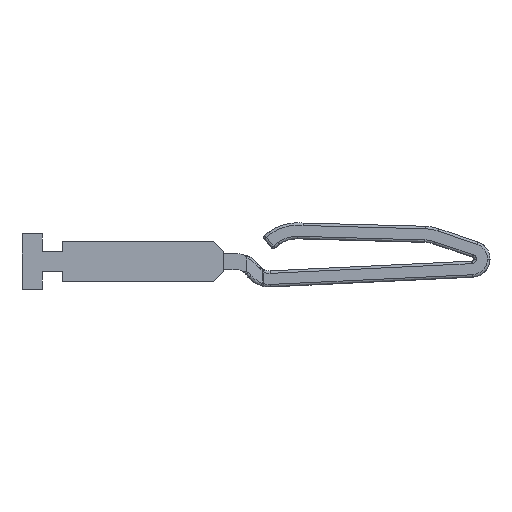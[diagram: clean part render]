
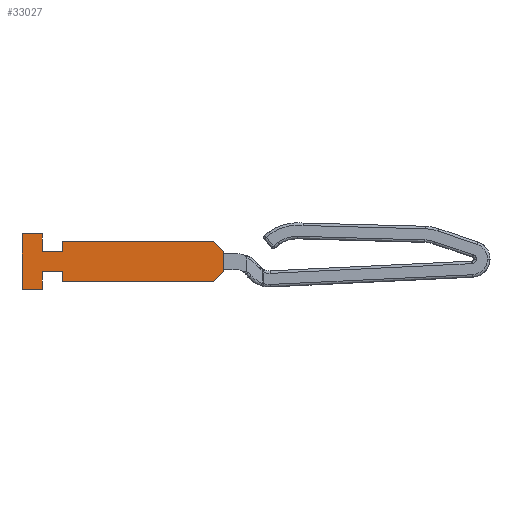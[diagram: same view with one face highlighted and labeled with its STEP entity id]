
A CAD part, left-side view. The second image highlights one B-rep face of the part: STEP entity #33027.
In plain terms, the highlighted planar face has unit normal (-1, 0, 0).
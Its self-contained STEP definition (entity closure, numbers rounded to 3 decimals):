
#1194 = CARTESIAN_POINT ( 'NONE',  ( -1.75, 13.206, 1.039 ) ) ;
#1883 = EDGE_CURVE ( 'NONE', #16492, #9027, #3371, .T. ) ;
#2288 = CARTESIAN_POINT ( 'NONE',  ( -1.75, 12.206, 0.164 ) ) ;
#2662 = CARTESIAN_POINT ( 'NONE',  ( -1.75, 12.206, -0.836 ) ) ;
#2712 = ORIENTED_EDGE ( 'NONE', *, *, #11941, .F. ) ;
#2753 = FACE_OUTER_BOUND ( 'NONE', #21958, .T. ) ;
#3193 = LINE ( 'NONE', #29463, #9165 ) ;
#3323 = LINE ( 'NONE', #17357, #23673 ) ;
#3371 = LINE ( 'NONE', #20409, #29761 ) ;
#3758 = EDGE_CURVE ( 'NONE', #33129, #16485, #12436, .T. ) ;
#3807 = CARTESIAN_POINT ( 'NONE',  ( -1.75, 12.206, -1.711 ) ) ;
#3873 = ORIENTED_EDGE ( 'NONE', *, *, #32248, .F. ) ;
#4076 = ORIENTED_EDGE ( 'NONE', *, *, #1883, .F. ) ;
#4674 = DIRECTION ( 'NONE',  ( -1., 0., 0. ) ) ;
#4722 = EDGE_CURVE ( 'NONE', #16485, #23503, #13536, .T. ) ;
#5198 = DIRECTION ( 'NONE',  ( 0., 0., -1. ) ) ;
#5484 = VECTOR ( 'NONE', #21283, 1000. ) ;
#5650 = VECTOR ( 'NONE', #18333, 1000. ) ;
#5659 = LINE ( 'NONE', #30308, #32017 ) ;
#5707 = CARTESIAN_POINT ( 'NONE',  ( -1.75, 11.206, -0.836 ) ) ;
#5848 = VECTOR ( 'NONE', #12818, 1000. ) ;
#6204 = VERTEX_POINT ( 'NONE', #20060 ) ;
#6602 = VERTEX_POINT ( 'NONE', #22975 ) ;
#7250 = EDGE_CURVE ( 'NONE', #20030, #32488, #7775, .T. ) ;
#7775 = LINE ( 'NONE', #13154, #14543 ) ;
#7819 = EDGE_CURVE ( 'NONE', #16492, #13866, #15781, .T. ) ;
#8226 = ORIENTED_EDGE ( 'NONE', *, *, #8648, .F. ) ;
#8648 = EDGE_CURVE ( 'NONE', #11492, #6602, #17789, .T. ) ;
#9027 = VERTEX_POINT ( 'NONE', #30072 ) ;
#9165 = VECTOR ( 'NONE', #32025, 1000. ) ;
#10491 = ORIENTED_EDGE ( 'NONE', *, *, #7819, .T. ) ;
#10642 = CARTESIAN_POINT ( 'NONE',  ( -1.75, 3.206, 0.164 ) ) ;
#11372 = CARTESIAN_POINT ( 'NONE',  ( -1.75, 12.206, 1.039 ) ) ;
#11492 = VERTEX_POINT ( 'NONE', #11745 ) ;
#11667 = CARTESIAN_POINT ( 'NONE',  ( -1.75, 11.206, -0.836 ) ) ;
#11745 = CARTESIAN_POINT ( 'NONE',  ( -1.75, 3.706, -1.336 ) ) ;
#11941 = EDGE_CURVE ( 'NONE', #6204, #33129, #3193, .T. ) ;
#11988 = VERTEX_POINT ( 'NONE', #19376 ) ;
#12436 = LINE ( 'NONE', #10642, #5650 ) ;
#12749 = LINE ( 'NONE', #13871, #19496 ) ;
#12818 = DIRECTION ( 'NONE',  ( 0., 1., 0. ) ) ;
#12942 = CARTESIAN_POINT ( 'NONE',  ( -1.75, 3.706, -1.336 ) ) ;
#13154 = CARTESIAN_POINT ( 'NONE',  ( -1.75, 13.206, -1.711 ) ) ;
#13536 = LINE ( 'NONE', #30616, #19508 ) ;
#13568 = ORIENTED_EDGE ( 'NONE', *, *, #3758, .F. ) ;
#13740 = EDGE_CURVE ( 'NONE', #20466, #11988, #12749, .T. ) ;
#13866 = VERTEX_POINT ( 'NONE', #22686 ) ;
#13871 = CARTESIAN_POINT ( 'NONE',  ( -1.75, 11.206, 0.164 ) ) ;
#14399 = ORIENTED_EDGE ( 'NONE', *, *, #15403, .F. ) ;
#14543 = VECTOR ( 'NONE', #28443, 1000. ) ;
#14685 = DIRECTION ( 'NONE',  ( 0., 0., -1. ) ) ;
#14955 = ORIENTED_EDGE ( 'NONE', *, *, #26576, .F. ) ;
#15009 = ORIENTED_EDGE ( 'NONE', *, *, #13740, .F. ) ;
#15242 = CARTESIAN_POINT ( 'NONE',  ( -1.75, 3.706, 0.664 ) ) ;
#15403 = EDGE_CURVE ( 'NONE', #9027, #20030, #19758, .T. ) ;
#15781 = LINE ( 'NONE', #5707, #16120 ) ;
#16120 = VECTOR ( 'NONE', #23522, 1000. ) ;
#16485 = VERTEX_POINT ( 'NONE', #22976 ) ;
#16492 = VERTEX_POINT ( 'NONE', #2662 ) ;
#16936 = VECTOR ( 'NONE', #21869, 1000. ) ;
#17357 = CARTESIAN_POINT ( 'NONE',  ( -1.75, 12.206, 1.039 ) ) ;
#17376 = VECTOR ( 'NONE', #19096, 1000. ) ;
#17789 = LINE ( 'NONE', #20569, #5848 ) ;
#17865 = DIRECTION ( 'NONE',  ( 0., 0., -1. ) ) ;
#17894 = ORIENTED_EDGE ( 'NONE', *, *, #27980, .T. ) ;
#18001 = ORIENTED_EDGE ( 'NONE', *, *, #22308, .F. ) ;
#18333 = DIRECTION ( 'NONE',  ( 0., -0.707, -0.707 ) ) ;
#19096 = DIRECTION ( 'NONE',  ( 0., 1., 0. ) ) ;
#19376 = CARTESIAN_POINT ( 'NONE',  ( -1.75, 11.206, 0.164 ) ) ;
#19496 = VECTOR ( 'NONE', #24002, 1000. ) ;
#19500 = ORIENTED_EDGE ( 'NONE', *, *, #4722, .F. ) ;
#19508 = VECTOR ( 'NONE', #17865, 1000. ) ;
#19677 = ORIENTED_EDGE ( 'NONE', *, *, #21757, .F. ) ;
#19758 = LINE ( 'NONE', #3807, #17376 ) ;
#19799 = LINE ( 'NONE', #23758, #5484 ) ;
#19917 = CARTESIAN_POINT ( 'NONE',  ( -1.75, 0., 0. ) ) ;
#20030 = VERTEX_POINT ( 'NONE', #23667 ) ;
#20060 = CARTESIAN_POINT ( 'NONE',  ( -1.75, 11.206, 0.664 ) ) ;
#20409 = CARTESIAN_POINT ( 'NONE',  ( -1.75, 12.206, -1.336 ) ) ;
#20466 = VERTEX_POINT ( 'NONE', #2288 ) ;
#20569 = CARTESIAN_POINT ( 'NONE',  ( -1.75, 3.706, -1.336 ) ) ;
#21283 = DIRECTION ( 'NONE',  ( 0., 0., 1. ) ) ;
#21757 = EDGE_CURVE ( 'NONE', #11988, #6204, #19799, .T. ) ;
#21869 = DIRECTION ( 'NONE',  ( 0., 0., -1. ) ) ;
#21958 = EDGE_LOOP ( 'NONE', ( #10491, #17894, #8226, #14955, #19500, #13568, #2712, #19677, #15009, #18001, #3873, #24840, #14399, #4076 ) ) ;
#22308 = EDGE_CURVE ( 'NONE', #26784, #20466, #3323, .T. ) ;
#22482 = DIRECTION ( 'NONE',  ( 0., 0., 1. ) ) ;
#22686 = CARTESIAN_POINT ( 'NONE',  ( -1.75, 11.206, -0.836 ) ) ;
#22975 = CARTESIAN_POINT ( 'NONE',  ( -1.75, 11.206, -1.336 ) ) ;
#22976 = CARTESIAN_POINT ( 'NONE',  ( -1.75, 3.206, 0.164 ) ) ;
#23503 = VERTEX_POINT ( 'NONE', #27745 ) ;
#23522 = DIRECTION ( 'NONE',  ( 0., -1., 0. ) ) ;
#23667 = CARTESIAN_POINT ( 'NONE',  ( -1.75, 13.206, -1.711 ) ) ;
#23673 = VECTOR ( 'NONE', #14685, 1000. ) ;
#23758 = CARTESIAN_POINT ( 'NONE',  ( -1.75, 11.206, 0.164 ) ) ;
#24002 = DIRECTION ( 'NONE',  ( 0., -1., 0. ) ) ;
#24596 = VECTOR ( 'NONE', #25625, 1000. ) ;
#24840 = ORIENTED_EDGE ( 'NONE', *, *, #7250, .F. ) ;
#24931 = PLANE ( 'NONE',  #30698 ) ;
#25228 = DIRECTION ( 'NONE',  ( 0., -1., 0. ) ) ;
#25625 = DIRECTION ( 'NONE',  ( 0., 0.707, -0.707 ) ) ;
#26576 = EDGE_CURVE ( 'NONE', #23503, #11492, #27032, .T. ) ;
#26784 = VERTEX_POINT ( 'NONE', #11372 ) ;
#27032 = LINE ( 'NONE', #12942, #24596 ) ;
#27745 = CARTESIAN_POINT ( 'NONE',  ( -1.75, 3.206, -0.836 ) ) ;
#27980 = EDGE_CURVE ( 'NONE', #13866, #6602, #30554, .T. ) ;
#28443 = DIRECTION ( 'NONE',  ( 0., 0., 1. ) ) ;
#29463 = CARTESIAN_POINT ( 'NONE',  ( -1.75, 3.706, 0.664 ) ) ;
#29761 = VECTOR ( 'NONE', #5198, 1000. ) ;
#30072 = CARTESIAN_POINT ( 'NONE',  ( -1.75, 12.206, -1.711 ) ) ;
#30308 = CARTESIAN_POINT ( 'NONE',  ( -1.75, 12.206, 1.039 ) ) ;
#30554 = LINE ( 'NONE', #11667, #16936 ) ;
#30616 = CARTESIAN_POINT ( 'NONE',  ( -1.75, 3.206, -0.836 ) ) ;
#30698 = AXIS2_PLACEMENT_3D ( 'NONE', #19917, #4674, #22482 ) ;
#32017 = VECTOR ( 'NONE', #25228, 1000. ) ;
#32025 = DIRECTION ( 'NONE',  ( 0., -1., 0. ) ) ;
#32248 = EDGE_CURVE ( 'NONE', #32488, #26784, #5659, .T. ) ;
#32488 = VERTEX_POINT ( 'NONE', #1194 ) ;
#33027 = ADVANCED_FACE ( 'NONE', ( #2753 ), #24931, .T. ) ;
#33129 = VERTEX_POINT ( 'NONE', #15242 ) ;
